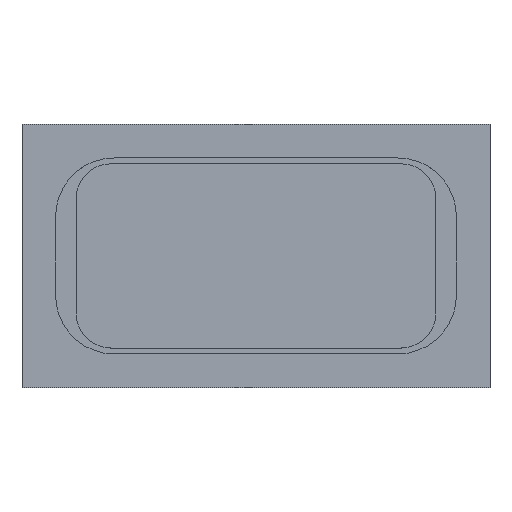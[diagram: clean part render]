
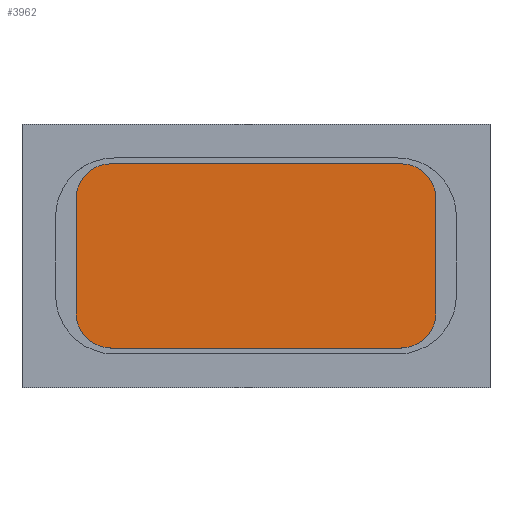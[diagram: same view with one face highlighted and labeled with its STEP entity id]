
A CAD part, top view. The second image highlights one B-rep face of the part: STEP entity #3962.
In plain terms, the highlighted planar face has unit normal (0, 0, 1).
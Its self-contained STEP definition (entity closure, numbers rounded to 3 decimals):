
#74=CIRCLE('',#4179,1.2);
#75=CIRCLE('',#4182,1.2);
#76=CIRCLE('',#4185,1.2);
#77=CIRCLE('',#4188,1.2);
#155=FACE_OUTER_BOUND('',#361,.T.);
#361=EDGE_LOOP('',(#2715,#2716,#2717,#2718,#2719,#2720,#2721,#2722));
#698=LINE('',#5816,#1190);
#701=LINE('',#5824,#1193);
#704=LINE('',#5832,#1196);
#707=LINE('',#5839,#1199);
#1190=VECTOR('',#4669,3.9);
#1193=VECTOR('',#4678,9.9);
#1196=VECTOR('',#4687,3.9);
#1199=VECTOR('',#4696,9.9);
#1679=VERTEX_POINT('',#5809);
#1680=VERTEX_POINT('',#5811);
#1681=VERTEX_POINT('',#5815);
#1682=VERTEX_POINT('',#5819);
#1683=VERTEX_POINT('',#5823);
#1684=VERTEX_POINT('',#5827);
#1685=VERTEX_POINT('',#5831);
#1686=VERTEX_POINT('',#5835);
#2069=EDGE_CURVE('',#1679,#1680,#74,.T.);
#2071=EDGE_CURVE('',#1680,#1681,#698,.T.);
#2073=EDGE_CURVE('',#1681,#1682,#75,.T.);
#2075=EDGE_CURVE('',#1682,#1683,#701,.T.);
#2077=EDGE_CURVE('',#1683,#1684,#76,.T.);
#2079=EDGE_CURVE('',#1684,#1685,#704,.T.);
#2081=EDGE_CURVE('',#1685,#1686,#77,.T.);
#2083=EDGE_CURVE('',#1686,#1679,#707,.T.);
#2715=ORIENTED_EDGE('',*,*,#2069,.F.);
#2716=ORIENTED_EDGE('',*,*,#2083,.F.);
#2717=ORIENTED_EDGE('',*,*,#2081,.F.);
#2718=ORIENTED_EDGE('',*,*,#2079,.F.);
#2719=ORIENTED_EDGE('',*,*,#2077,.F.);
#2720=ORIENTED_EDGE('',*,*,#2075,.F.);
#2721=ORIENTED_EDGE('',*,*,#2073,.F.);
#2722=ORIENTED_EDGE('',*,*,#2071,.F.);
#3584=PLANE('',#4190);
#3962=ADVANCED_FACE('',(#155),#3584,.T.);
#4179=AXIS2_PLACEMENT_3D('',#5812,#4664,#4665);
#4182=AXIS2_PLACEMENT_3D('',#5820,#4673,#4674);
#4185=AXIS2_PLACEMENT_3D('',#5828,#4682,#4683);
#4188=AXIS2_PLACEMENT_3D('',#5836,#4691,#4692);
#4190=AXIS2_PLACEMENT_3D('',#5840,#4697,#4698);
#4664=DIRECTION('center_axis',(0.,0.,-1.));
#4665=DIRECTION('ref_axis',(1.,0.,0.));
#4669=DIRECTION('',(0.,-1.,0.));
#4673=DIRECTION('center_axis',(0.,0.,-1.));
#4674=DIRECTION('ref_axis',(0.,-1.,0.));
#4678=DIRECTION('',(-1.,0.,0.));
#4682=DIRECTION('center_axis',(0.,0.,-1.));
#4683=DIRECTION('ref_axis',(-1.,0.,0.));
#4687=DIRECTION('',(0.,1.,0.));
#4691=DIRECTION('center_axis',(0.,0.,-1.));
#4692=DIRECTION('ref_axis',(0.,1.,0.));
#4696=DIRECTION('',(1.,0.,0.));
#4697=DIRECTION('center_axis',(0.,0.,1.));
#4698=DIRECTION('ref_axis',(1.,0.,0.));
#5809=CARTESIAN_POINT('',(4.95,3.15,0.45));
#5811=CARTESIAN_POINT('',(6.15,1.95,0.45));
#5812=CARTESIAN_POINT('Origin',(4.95,1.95,0.45));
#5815=CARTESIAN_POINT('',(6.15,-1.95,0.45));
#5816=CARTESIAN_POINT('',(6.15,1.95,0.45));
#5819=CARTESIAN_POINT('',(4.95,-3.15,0.45));
#5820=CARTESIAN_POINT('Origin',(4.95,-1.95,0.45));
#5823=CARTESIAN_POINT('',(-4.95,-3.15,0.45));
#5824=CARTESIAN_POINT('',(4.95,-3.15,0.45));
#5827=CARTESIAN_POINT('',(-6.15,-1.95,0.45));
#5828=CARTESIAN_POINT('Origin',(-4.95,-1.95,0.45));
#5831=CARTESIAN_POINT('',(-6.15,1.95,0.45));
#5832=CARTESIAN_POINT('',(-6.15,-1.95,0.45));
#5835=CARTESIAN_POINT('',(-4.95,3.15,0.45));
#5836=CARTESIAN_POINT('Origin',(-4.95,1.95,0.45));
#5839=CARTESIAN_POINT('',(-4.95,3.15,0.45));
#5840=CARTESIAN_POINT('Origin',(0.,-3.15,0.45));
